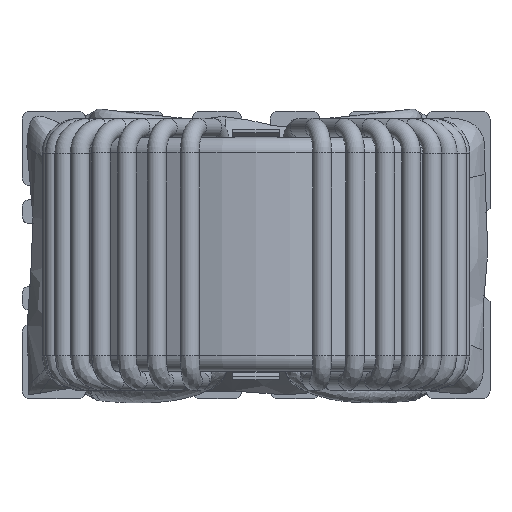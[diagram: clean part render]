
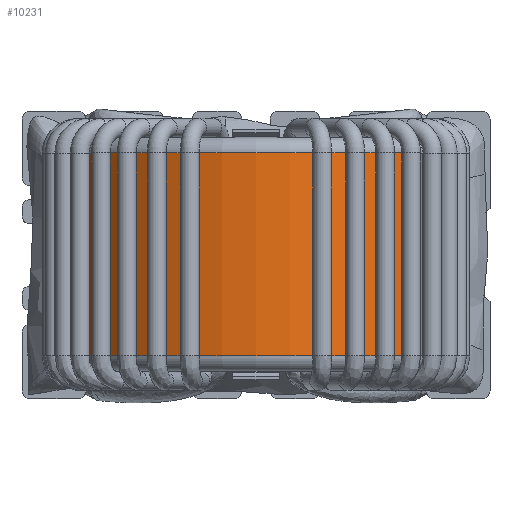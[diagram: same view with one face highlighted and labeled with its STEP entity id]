
A CAD part, top view. The second image highlights one B-rep face of the part: STEP entity #10231.
In plain terms, the highlighted cylindrical face has radius 12.5 mm (diameter 25 mm), a full revolution.
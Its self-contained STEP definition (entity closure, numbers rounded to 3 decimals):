
#1681=ORIENTED_EDGE('',*,*,#3201,.T.);
#1682=ORIENTED_EDGE('',*,*,#3202,.T.);
#3201=EDGE_CURVE('',#4088,#4088,#4763,.T.);
#3202=EDGE_CURVE('',#4089,#4089,#4764,.F.);
#4088=VERTEX_POINT('',#28917);
#4089=VERTEX_POINT('',#28919);
#4763=CIRCLE('',#10953,12.5);
#4764=CIRCLE('',#10954,12.5);
#5462=EDGE_LOOP('',(#1681));
#5463=EDGE_LOOP('',(#1682));
#6266=FACE_BOUND('',#5462,.T.);
#6267=FACE_BOUND('',#5463,.T.);
#6681=CYLINDRICAL_SURFACE('',#10952,12.5);
#10231=ADVANCED_FACE('',(#6266,#6267),#6681,.T.);
#10952=AXIS2_PLACEMENT_3D('',#28915,#12248,#12249);
#10953=AXIS2_PLACEMENT_3D('',#28916,#12250,#12251);
#10954=AXIS2_PLACEMENT_3D('',#28918,#12252,#12253);
#12248=DIRECTION('',(0.,1.,0.));
#12249=DIRECTION('',(0.,0.,1.));
#12250=DIRECTION('',(0.,1.,0.));
#12251=DIRECTION('',(0.,0.,1.));
#12252=DIRECTION('',(0.,1.,0.));
#12253=DIRECTION('',(0.,0.,1.));
#28915=CARTESIAN_POINT('',(0.,-7.5,18.5));
#28916=CARTESIAN_POINT('',(0.,-6.5,18.5));
#28917=CARTESIAN_POINT('',(0.,-6.5,31.));
#28918=CARTESIAN_POINT('',(0.,6.5,18.5));
#28919=CARTESIAN_POINT('',(0.,6.5,31.));
